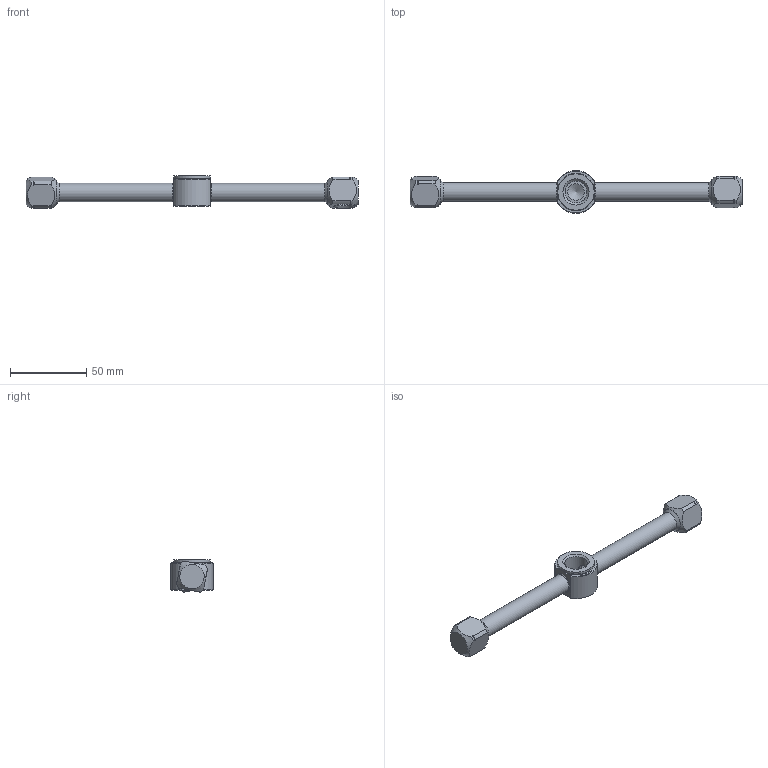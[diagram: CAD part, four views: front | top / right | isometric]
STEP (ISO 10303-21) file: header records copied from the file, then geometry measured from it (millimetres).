
FILE_DESCRIPTION(/* description */ ('G3/8"F 2x1/4"NF fest-11° H=20'),/* implementation_level */ '2;1');
FILE_NAME(/* name */ '82.707.stp',/* time_stamp */ '2020-03-17T12:43:20+01:00',/* author */ ('d.raschle'),/* organization */ (''),/* preprocessor_version */ 'ST-DEVELOPER v18',/* originating_system */ 'Autodesk Inventor 2020',/* authorisation */ '');
FILE_SCHEMA (('AUTOMOTIVE_DESIGN { 1 0 10303 214 3 1 1 }'));
Length unit declared in the file: millimetre
Products named in the file (5): 82.707; 82.707_1; 901.938ipt; 901.984ipt; 901.955ipt
Assembly tree (6 placements, depth 2):
  82.707
    82.707_1
    901.938ipt
    901.984ipt  x2
    901.955ipt  x2
Bounding box: 218 x 28 x 21.2 mm (x, y, z)
Volume: 25078.6 mm3; surface area: 20092.6 mm2
Topology: 9 solids, 9 shells, 106 faces, 278 edges, 187 vertices
Faces by surface type: cylinder 38, plane 33, cone 24, torus 11
Full cylindrical faces by diameter (mm): 6 x2, 8 x2, 9 x2, 12.2 x10, 14.95 x1, 23.8 x1
Entity records: 2724 total; most frequent: CARTESIAN_POINT 701, DIRECTION 405, ORIENTED_EDGE 376, EDGE_CURVE 188, AXIS2_PLACEMENT_3D 175, VERTEX_POINT 129, CIRCLE 92, EDGE_LOOP 87
